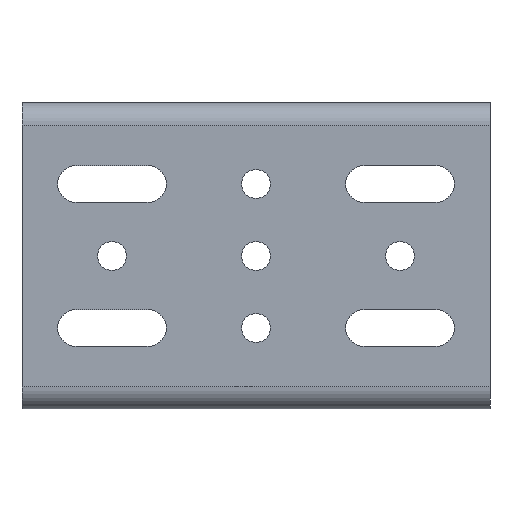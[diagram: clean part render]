
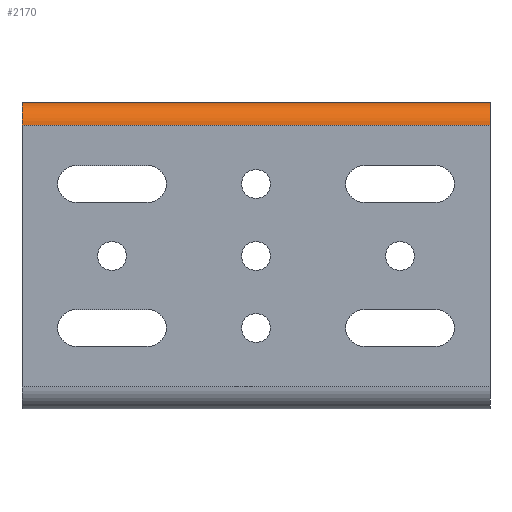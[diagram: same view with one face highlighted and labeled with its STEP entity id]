
A CAD part, front view. The second image highlights one B-rep face of the part: STEP entity #2170.
In plain terms, the highlighted cylindrical face has radius 3.912 mm (diameter 7.823 mm), a partial arc.
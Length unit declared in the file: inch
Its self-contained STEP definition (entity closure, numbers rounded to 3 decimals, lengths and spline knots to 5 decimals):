
#3 = ORIENTED_EDGE ( 'NONE', *, *, #2323, .T. ) ;
#69 = ORIENTED_EDGE ( 'NONE', *, *, #2293, .T. ) ;
#110 = VERTEX_POINT ( 'NONE', #2030 ) ;
#261 = VERTEX_POINT ( 'NONE', #1032 ) ;
#306 = VECTOR ( 'NONE', #710, 39.37008 ) ;
#307 = VERTEX_POINT ( 'NONE', #1707 ) ;
#308 = CARTESIAN_POINT ( 'NONE',  ( 3.25, -0.125, -0.029 ) ) ;
#453 = CIRCLE ( 'NONE', #1220, 0.154 ) ;
#473 = VERTEX_POINT ( 'NONE', #308 ) ;
#501 = ORIENTED_EDGE ( 'NONE', *, *, #2318, .F. ) ;
#521 = CARTESIAN_POINT ( 'NONE',  ( 3.25, -0.125, -0.029 ) ) ;
#623 = DIRECTION ( 'NONE',  ( 0., 0., 1. ) ) ;
#653 = CARTESIAN_POINT ( 'NONE',  ( 0., 0.029, -0.029 ) ) ;
#690 = LINE ( 'NONE', #2119, #1742 ) ;
#710 = DIRECTION ( 'NONE',  ( -1., 0., 0. ) ) ;
#774 = ORIENTED_EDGE ( 'NONE', *, *, #2502, .F. ) ;
#818 = DIRECTION ( 'NONE',  ( -1., 0., 0. ) ) ;
#845 = DIRECTION ( 'NONE',  ( 0., 0., -1. ) ) ;
#1026 = CARTESIAN_POINT ( 'NONE',  ( 3.25, 0.029, -0.029 ) ) ;
#1032 = CARTESIAN_POINT ( 'NONE',  ( 0., -0.125, -0.029 ) ) ;
#1116 = CYLINDRICAL_SURFACE ( 'NONE', #1288, 0.154 ) ;
#1214 = AXIS2_PLACEMENT_3D ( 'NONE', #653, #2056, #845 ) ;
#1220 = AXIS2_PLACEMENT_3D ( 'NONE', #1026, #2487, #1240 ) ;
#1240 = DIRECTION ( 'NONE',  ( 0., 0., -1. ) ) ;
#1288 = AXIS2_PLACEMENT_3D ( 'NONE', #2460, #818, #623 ) ;
#1551 = CIRCLE ( 'NONE', #1214, 0.154 ) ;
#1707 = CARTESIAN_POINT ( 'NONE',  ( 0., 0.029, 0.125 ) ) ;
#1742 = VECTOR ( 'NONE', #2327, 39.37008 ) ;
#1768 = FACE_OUTER_BOUND ( 'NONE', #2157, .T. ) ;
#1896 = LINE ( 'NONE', #521, #306 ) ;
#2030 = CARTESIAN_POINT ( 'NONE',  ( 3.25, 0.029, 0.125 ) ) ;
#2056 = DIRECTION ( 'NONE',  ( 1., 0., 0. ) ) ;
#2119 = CARTESIAN_POINT ( 'NONE',  ( 3.25, 0.029, 0.125 ) ) ;
#2157 = EDGE_LOOP ( 'NONE', ( #3, #774, #501, #69 ) ) ;
#2170 = ADVANCED_FACE ( 'NONE', ( #1768 ), #1116, .T. ) ;
#2293 = EDGE_CURVE ( 'NONE', #110, #307, #690, .T. ) ;
#2318 = EDGE_CURVE ( 'NONE', #110, #473, #453, .T. ) ;
#2323 = EDGE_CURVE ( 'NONE', #307, #261, #1551, .T. ) ;
#2327 = DIRECTION ( 'NONE',  ( -1., 0., 0. ) ) ;
#2460 = CARTESIAN_POINT ( 'NONE',  ( 3.25, 0.029, -0.029 ) ) ;
#2487 = DIRECTION ( 'NONE',  ( 1., 0., 0. ) ) ;
#2502 = EDGE_CURVE ( 'NONE', #473, #261, #1896, .T. ) ;
